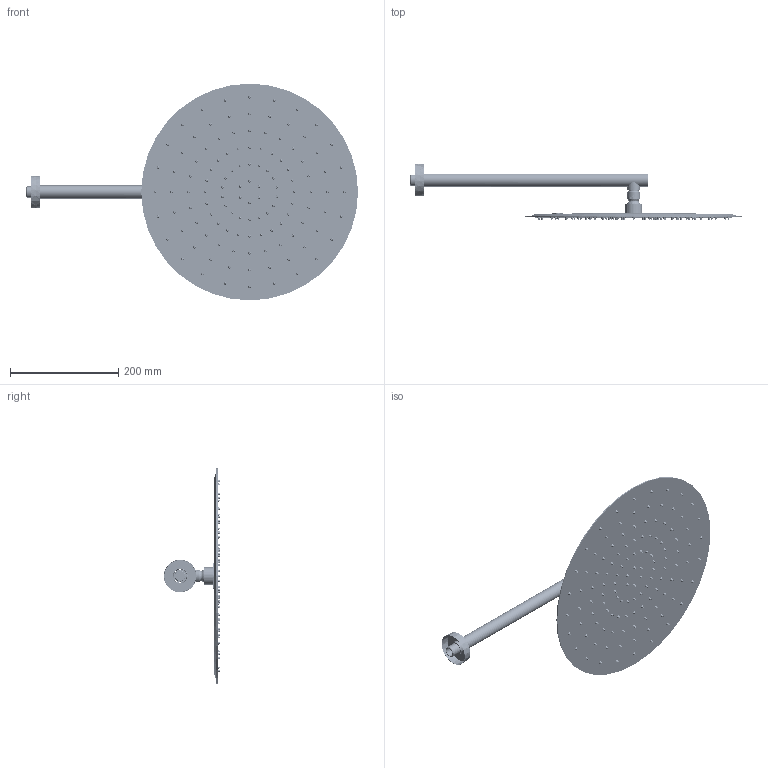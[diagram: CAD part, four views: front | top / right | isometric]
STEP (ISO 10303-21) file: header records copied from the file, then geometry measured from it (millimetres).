
FILE_DESCRIPTION (( 'STEP AP203' ), '1' );
FILE_NAME ('99HP09258.STEP', '2023-11-27T07:33:18', ( '' ), ( '' ), 'SwSTEP 2.0', 'SolidWorks 2021', '' );
FILE_SCHEMA (( 'CONFIG_CONTROL_DESIGN' ));
Products named in the file (1): 99HP09258
Bounding box: 612.75 x 104.15 x 400 mm (x, y, z)
Volume: 452663.1 mm3; surface area: 602037.7 mm2
Topology: 150 solids, 150 shells, 5535 faces, 11105 edges, 6321 vertices
Faces by surface type: bspline 2892, cylinder 1513, plane 775, cone 318, torus 35, sphere 2
Entity records: 192944 total; most frequent: CARTESIAN_POINT 91358, ORIENTED_EDGE 22192, DIRECTION 20361, EDGE_CURVE 11096, AXIS2_PLACEMENT_3D 9243, CIRCLE 6599, VERTEX_POINT 6318, EDGE_LOOP 6288
